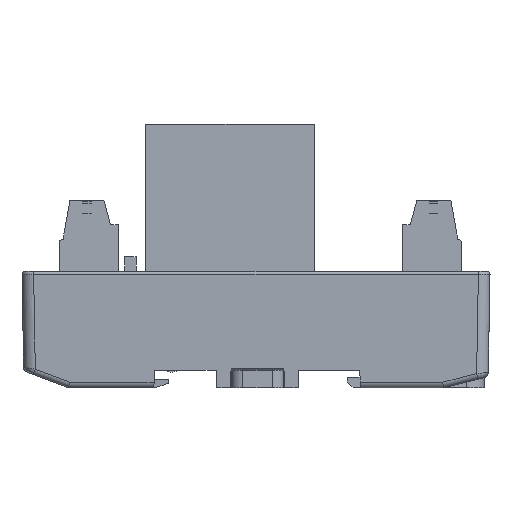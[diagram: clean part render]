
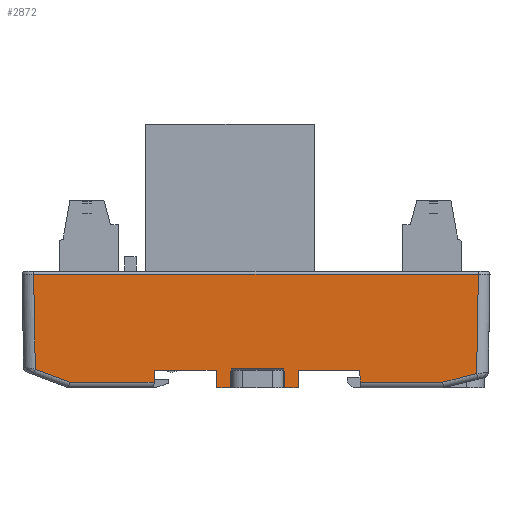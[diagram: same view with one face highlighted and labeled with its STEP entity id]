
A CAD part, front view. The second image highlights one B-rep face of the part: STEP entity #2872.
In plain terms, the highlighted planar face has unit normal (0, -1, -0.018).
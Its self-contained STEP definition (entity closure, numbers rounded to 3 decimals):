
#2872=ADVANCED_FACE('',(#5130),#4152,.T.);
#4152=PLANE('',#24515);
#5130=FACE_OUTER_BOUND('',#6309,.T.);
#6309=EDGE_LOOP('',(#8203,#8204,#8205,#8206,#8207,#8208,#8209,#8210,#8211,
#8212,#8213,#8214,#8215,#8216,#8217,#8218,#8219,#8220,#8221,#8222));
#8203=ORIENTED_EDGE('',*,*,#16758,.T.);
#8204=ORIENTED_EDGE('',*,*,#16794,.T.);
#8205=ORIENTED_EDGE('',*,*,#16795,.T.);
#8206=ORIENTED_EDGE('',*,*,#16796,.T.);
#8207=ORIENTED_EDGE('',*,*,#16797,.T.);
#8208=ORIENTED_EDGE('',*,*,#16724,.F.);
#8209=ORIENTED_EDGE('',*,*,#16477,.F.);
#8210=ORIENTED_EDGE('',*,*,#16798,.F.);
#8211=ORIENTED_EDGE('',*,*,#16799,.F.);
#8212=ORIENTED_EDGE('',*,*,#16800,.T.);
#8213=ORIENTED_EDGE('',*,*,#16801,.T.);
#8214=ORIENTED_EDGE('',*,*,#16802,.F.);
#8215=ORIENTED_EDGE('',*,*,#16803,.T.);
#8216=ORIENTED_EDGE('',*,*,#16715,.T.);
#8217=ORIENTED_EDGE('',*,*,#16804,.F.);
#8218=ORIENTED_EDGE('',*,*,#16805,.T.);
#8219=ORIENTED_EDGE('',*,*,#16467,.F.);
#8220=ORIENTED_EDGE('',*,*,#16806,.F.);
#8221=ORIENTED_EDGE('',*,*,#16807,.T.);
#8222=ORIENTED_EDGE('',*,*,#16782,.T.);
#14272=VERTEX_POINT('',#31933);
#14273=VERTEX_POINT('',#31935);
#14282=VERTEX_POINT('',#31953);
#14283=VERTEX_POINT('',#31955);
#14520=VERTEX_POINT('',#32586);
#14521=VERTEX_POINT('',#32588);
#14527=VERTEX_POINT('',#32605);
#14558=VERTEX_POINT('',#32679);
#14559=VERTEX_POINT('',#32681);
#14570=VERTEX_POINT('',#32740);
#14577=VERTEX_POINT('',#32775);
#14578=VERTEX_POINT('',#32777);
#14579=VERTEX_POINT('',#32779);
#14580=VERTEX_POINT('',#32782);
#14581=VERTEX_POINT('',#32784);
#14582=VERTEX_POINT('',#32786);
#14583=VERTEX_POINT('',#32788);
#14584=VERTEX_POINT('',#32790);
#14585=VERTEX_POINT('',#32793);
#14586=VERTEX_POINT('',#32796);
#16467=EDGE_CURVE('',#14272,#14273,#19693,.T.);
#16477=EDGE_CURVE('',#14282,#14283,#19701,.T.);
#16715=EDGE_CURVE('',#14521,#14520,#19910,.T.);
#16724=EDGE_CURVE('',#14283,#14527,#19919,.T.);
#16758=EDGE_CURVE('',#14559,#14558,#19944,.T.);
#16782=EDGE_CURVE('',#14570,#14559,#19959,.T.);
#16794=EDGE_CURVE('',#14558,#14577,#19967,.T.);
#16795=EDGE_CURVE('',#14577,#14578,#19968,.T.);
#16796=EDGE_CURVE('',#14578,#14579,#19969,.T.);
#16797=EDGE_CURVE('',#14579,#14527,#19970,.T.);
#16798=EDGE_CURVE('',#14580,#14282,#19971,.T.);
#16799=EDGE_CURVE('',#14581,#14580,#19972,.T.);
#16800=EDGE_CURVE('',#14581,#14582,#19973,.T.);
#16801=EDGE_CURVE('',#14582,#14583,#19974,.T.);
#16802=EDGE_CURVE('',#14584,#14583,#19975,.T.);
#16803=EDGE_CURVE('',#14584,#14521,#19976,.T.);
#16804=EDGE_CURVE('',#14585,#14520,#19977,.T.);
#16805=EDGE_CURVE('',#14585,#14273,#19978,.T.);
#16806=EDGE_CURVE('',#14586,#14272,#19979,.T.);
#16807=EDGE_CURVE('',#14586,#14570,#19980,.T.);
#19693=LINE('',#31934,#22081);
#19701=LINE('',#31954,#22089);
#19910=LINE('',#32587,#22298);
#19919=LINE('',#32604,#22307);
#19944=LINE('',#32680,#22332);
#19959=LINE('',#32739,#22347);
#19967=LINE('',#32774,#22355);
#19968=LINE('',#32776,#22356);
#19969=LINE('',#32778,#22357);
#19970=LINE('',#32780,#22358);
#19971=LINE('',#32781,#22359);
#19972=LINE('',#32783,#22360);
#19973=LINE('',#32785,#22361);
#19974=LINE('',#32787,#22362);
#19975=LINE('',#32789,#22363);
#19976=LINE('',#32791,#22364);
#19977=LINE('',#32792,#22365);
#19978=LINE('',#32794,#22366);
#19979=LINE('',#32795,#22367);
#19980=LINE('',#32797,#22368);
#22081=VECTOR('',#26168,1.);
#22089=VECTOR('',#26180,1.);
#22298=VECTOR('',#26433,1.);
#22307=VECTOR('',#26446,1.);
#22332=VECTOR('',#26497,1.);
#22347=VECTOR('',#26542,1.);
#22355=VECTOR('',#26566,1.);
#22356=VECTOR('',#26567,1.);
#22357=VECTOR('',#26568,1.);
#22358=VECTOR('',#26569,1.);
#22359=VECTOR('',#26570,1.);
#22360=VECTOR('',#26571,1.);
#22361=VECTOR('',#26572,1.);
#22362=VECTOR('',#26573,1.);
#22363=VECTOR('',#26574,1.);
#22364=VECTOR('',#26575,1.);
#22365=VECTOR('',#26576,1.);
#22366=VECTOR('',#26577,1.);
#22367=VECTOR('',#26578,1.);
#22368=VECTOR('',#26579,1.);
#24515=AXIS2_PLACEMENT_3D('',#32798,#26580,#26581);
#26168=DIRECTION('',(-1.,0.,0.));
#26180=DIRECTION('',(-1.,0.,0.));
#26433=DIRECTION('',(0.035,0.017,-0.999));
#26446=DIRECTION('',(-0.017,0.017,-1.));
#26497=DIRECTION('',(0.017,-0.017,1.));
#26542=DIRECTION('',(0.97,-0.004,0.243));
#26566=DIRECTION('',(-1.,0.,0.));
#26567=DIRECTION('',(0.017,0.017,-1.));
#26568=DIRECTION('',(0.936,0.006,-0.351));
#26569=DIRECTION('',(1.,0.,0.));
#26570=DIRECTION('',(-0.035,-0.017,0.999));
#26571=DIRECTION('',(-1.,0.,0.));
#26572=DIRECTION('',(0.035,-0.017,0.999));
#26573=DIRECTION('',(0.,-0.017,1.));
#26574=DIRECTION('',(-1.,0.,0.));
#26575=DIRECTION('',(0.,0.017,-1.));
#26576=DIRECTION('',(-1.,0.,0.));
#26577=DIRECTION('',(0.035,-0.017,0.999));
#26578=DIRECTION('',(-0.017,-0.017,1.));
#26579=DIRECTION('',(1.,0.,0.));
#26580=DIRECTION('',(0.,-1.,-0.017));
#26581=DIRECTION('',(0.,-0.017,1.));
#31933=CARTESIAN_POINT('',(17.849,-219.065,-6.544));
#31934=CARTESIAN_POINT('',(0.,-219.065,-6.544));
#31935=CARTESIAN_POINT('',(7.363,-219.065,-6.544));
#31953=CARTESIAN_POINT('',(-6.847,-219.065,-6.544));
#31954=CARTESIAN_POINT('',(0.,-219.065,-6.544));
#31955=CARTESIAN_POINT('',(-17.483,-219.065,-6.544));
#32586=CARTESIAN_POINT('',(4.913,-219.013,-9.544));
#32587=CARTESIAN_POINT('',(4.209,-219.365,10.605));
#32588=CARTESIAN_POINT('',(4.808,-219.065,-6.544));
#32604=CARTESIAN_POINT('',(-17.181,-219.367,10.758));
#32605=CARTESIAN_POINT('',(-17.518,-219.03,-8.562));
#32679=CARTESIAN_POINT('',(38.201,-219.353,9.947));
#32680=CARTESIAN_POINT('',(38.21,-219.363,10.491));
#32681=CARTESIAN_POINT('',(37.903,-219.056,-7.107));
#32739=CARTESIAN_POINT('',(6.365,-218.918,-14.992));
#32740=CARTESIAN_POINT('',(32.086,-219.03,-8.562));
#32774=CARTESIAN_POINT('',(0.,-219.353,9.947));
#32775=CARTESIAN_POINT('',(-38.201,-219.353,9.947));
#32776=CARTESIAN_POINT('',(-38.198,-219.351,9.792));
#32777=CARTESIAN_POINT('',(-37.916,-219.069,-6.354));
#32778=CARTESIAN_POINT('',(-10.205,-218.887,-16.745));
#32779=CARTESIAN_POINT('',(-32.028,-219.03,-8.562));
#32780=CARTESIAN_POINT('',(0.,-219.03,-8.562));
#32781=CARTESIAN_POINT('',(-7.431,-219.358,10.199));
#32782=CARTESIAN_POINT('',(-6.742,-219.013,-9.544));
#32783=CARTESIAN_POINT('',(0.258,-219.013,-9.544));
#32784=CARTESIAN_POINT('',(-4.397,-219.013,-9.544));
#32785=CARTESIAN_POINT('',(-3.694,-219.365,10.587));
#32786=CARTESIAN_POINT('',(-4.292,-219.065,-6.544));
#32787=CARTESIAN_POINT('',(-4.292,-219.362,10.458));
#32788=CARTESIAN_POINT('',(-4.292,-219.07,-6.26));
#32789=CARTESIAN_POINT('',(-209.187,-219.07,-6.26));
#32790=CARTESIAN_POINT('',(4.808,-219.07,-6.26));
#32791=CARTESIAN_POINT('',(4.808,-219.362,10.458));
#32792=CARTESIAN_POINT('',(0.258,-219.013,-9.544));
#32793=CARTESIAN_POINT('',(7.258,-219.013,-9.544));
#32794=CARTESIAN_POINT('',(7.252,-219.01,-9.719));
#32795=CARTESIAN_POINT('',(17.86,-219.055,-7.173));
#32796=CARTESIAN_POINT('',(17.884,-219.03,-8.562));
#32797=CARTESIAN_POINT('',(0.,-219.03,-8.562));
#32798=CARTESIAN_POINT('',(0.,-219.362,10.458));
